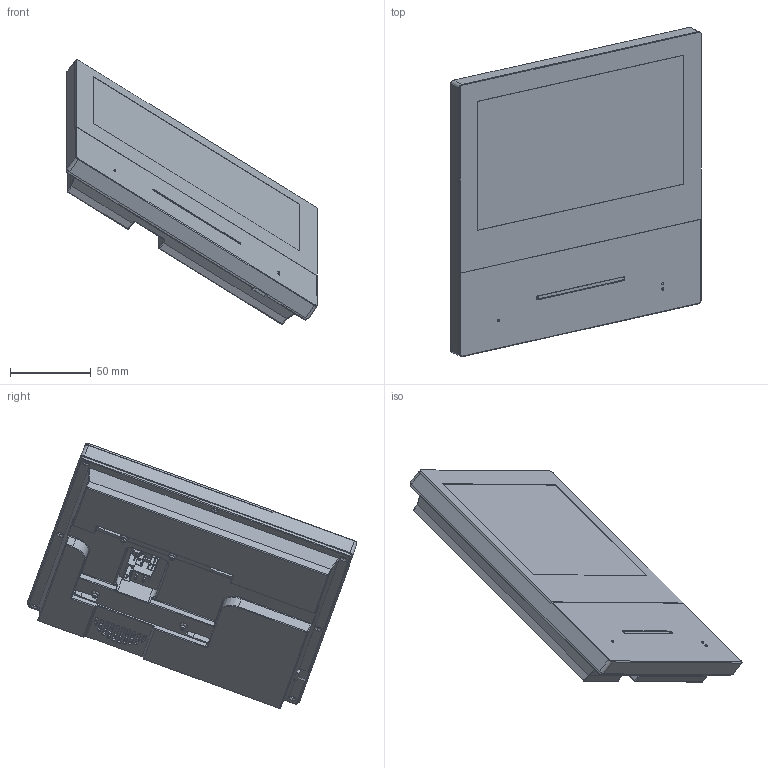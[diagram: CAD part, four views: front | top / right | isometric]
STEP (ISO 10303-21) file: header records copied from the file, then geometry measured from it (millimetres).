
FILE_DESCRIPTION(('CATIA V5 STEP Exchange'),'2;1');
FILE_NAME('VI2F-PIT7WF.stp','2024-03-21T07:23:02+00:00',('none'),('none'),'CATIA Version 5-6 Release 2016 SP6','CATIA V5 STEP AP203','none');
FILE_SCHEMA(('CONFIG_CONTROL_DESIGN'));
Products named in the file (1): VI2F-PIT7WF
Assembly tree (2 placements, depth 2):
  VI2F-PIT7WF
    #57
    #101
Bounding box: 155.36 x 204.18 x 164.29 mm (x, y, z)
Volume: 177600.6 mm3; surface area: 342935.8 mm2
Topology: 31 solids, 1023 shells, 3328 faces, 11960 edges, 9738 vertices
Faces by surface type: plane 2059, cylinder 557, cone 376, bspline 159, torus 118, sphere 44, extrusion 15
Entity records: 154065 total; most frequent: CARTESIAN_POINT 57594, ORIENTED_EDGE 18069, DIRECTION 16102, EDGE_CURVE 11912, VERTEX_POINT 9735, VECTOR 7994, LINE 7979, AXIS2_PLACEMENT_3D 4968
